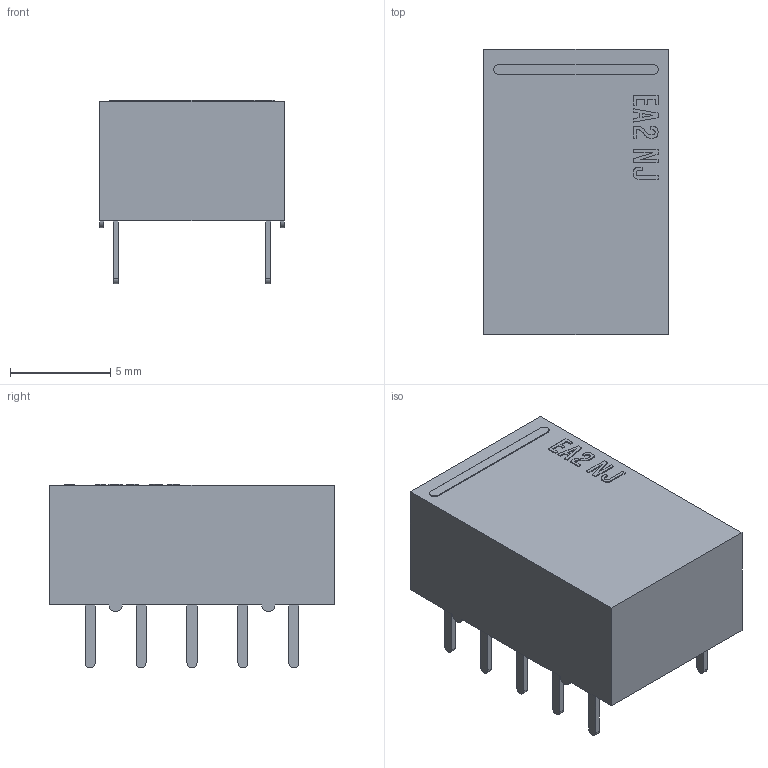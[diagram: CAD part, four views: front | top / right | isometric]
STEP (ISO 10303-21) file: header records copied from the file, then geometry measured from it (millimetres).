
FILE_DESCRIPTION(('FreeCAD Model'),'2;1');
FILE_NAME('Kemet_EA2-NJ.step' ,'2019-07-22T18:39:33',('Author'),(''), 'Open CASCADE STEP processor 7.3','FreeCAD','Unknown');
FILE_SCHEMA(('AUTOMOTIVE_DESIGN { 1 0 10303 214 1 1 1 1 }'));
Length unit declared in the file: millimetre
Products named in the file (1): EA2-NJ
Bounding box: 9.2 x 14.2 x 9.15 mm (x, y, z)
Volume: 775.1 mm3; surface area: 599 mm2
Topology: 11 solids, 11 shells, 189 faces, 469 edges, 310 vertices
Faces by surface type: plane 134, extrusion 35, cylinder 20
Entity records: 6906 total; most frequent: CARTESIAN_POINT 1179, ORIENTED_EDGE 938, DIRECTION 784, EDGE_CURVE 469, VECTOR 394, LINE 359, VERTEX_POINT 310, FACE_BOUND 197
